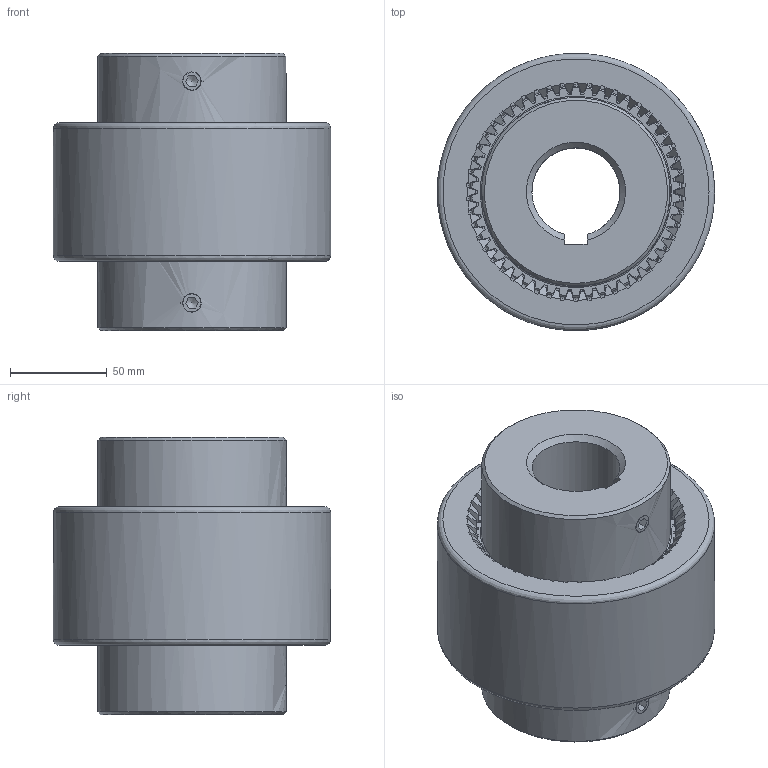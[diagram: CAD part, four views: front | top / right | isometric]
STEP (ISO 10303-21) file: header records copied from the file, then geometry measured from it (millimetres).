
FILE_DESCRIPTION(('FreeCAD Model'),'2;1');
FILE_NAME('Open CASCADE Shape Model','2025-05-09T17:01:31',('FreeCAD'),( 'FreeCAD'),'Open CASCADE STEP processor 7.6','FreeCAD','Unknown');
FILE_SCHEMA(('AUTOMOTIVE_DESIGN { 1 0 10303 214 1 1 1 1 }'));
Products named in the file (1): Open CASCADE STEP translator 7.6 1
Bounding box: 143.24 x 143.31 x 143.31 mm (x, y, z)
Volume: 1243637.4 mm3; surface area: 198850.4 mm2
Topology: 5 solids, 5 shells, 1166 faces, 3444 edges, 2294 vertices
Faces by surface type: bspline 1166
Entity records: 39928 total; most frequent: CARTESIAN_POINT 22244, ORIENTED_EDGE 6884, EDGE_CURVE 3442, VERTEX_POINT 2294, B_SPLINE_CURVE_WITH_KNOTS 1471, FACE_BOUND 1184, EDGE_LOOP 1184, ADVANCED_FACE 1166
